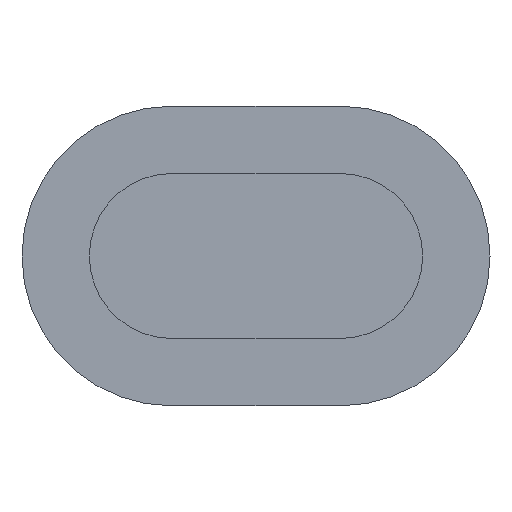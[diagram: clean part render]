
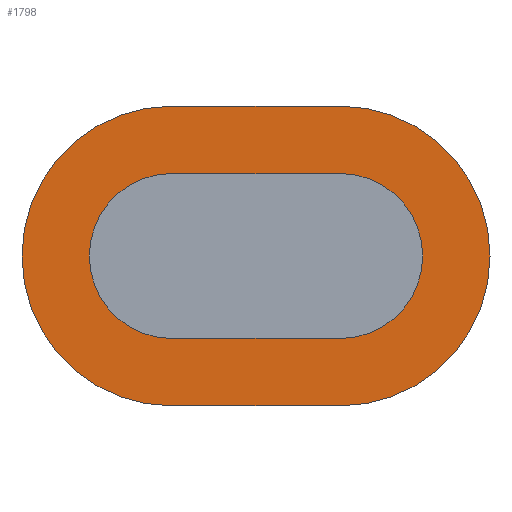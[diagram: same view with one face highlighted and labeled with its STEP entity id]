
A CAD part, front view. The second image highlights one B-rep face of the part: STEP entity #1798.
In plain terms, the highlighted planar face has unit normal (0, -1, 0).
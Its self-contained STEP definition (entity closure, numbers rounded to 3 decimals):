
#21 = EDGE_LOOP ( 'NONE', ( #738, #4268, #2574, #1918 ) ) ;
#28 = CARTESIAN_POINT ( 'NONE',  ( 0., -1.2, -2.45 ) ) ;
#39 = AXIS2_PLACEMENT_3D ( 'NONE', #4357, #1931, #3321 ) ;
#78 = VERTEX_POINT ( 'NONE', #1021 ) ;
#130 = AXIS2_PLACEMENT_3D ( 'NONE', #4142, #3780, #1292 ) ;
#155 = ORIENTED_EDGE ( 'NONE', *, *, #298, .T. ) ;
#207 = EDGE_CURVE ( 'NONE', #3258, #4003, #1072, .T. ) ;
#283 = DIRECTION ( 'NONE',  ( 1., 0., 0. ) ) ;
#298 = EDGE_CURVE ( 'NONE', #4112, #2307, #709, .T. ) ;
#488 = AXIS2_PLACEMENT_3D ( 'NONE', #3430, #3801, #4468 ) ;
#542 = ORIENTED_EDGE ( 'NONE', *, *, #1233, .T. ) ;
#568 = VECTOR ( 'NONE', #283, 1000. ) ;
#573 = DIRECTION ( 'NONE',  ( -1., 0., 0. ) ) ;
#660 = EDGE_CURVE ( 'NONE', #2307, #4353, #4552, .T. ) ;
#709 = CIRCLE ( 'NONE', #488, 2.45 ) ;
#738 = ORIENTED_EDGE ( 'NONE', *, *, #3094, .T. ) ;
#891 = LINE ( 'NONE', #3772, #1232 ) ;
#959 = VERTEX_POINT ( 'NONE', #2564 ) ;
#978 = CARTESIAN_POINT ( 'NONE',  ( 0., -1.2, 2.45 ) ) ;
#1021 = CARTESIAN_POINT ( 'NONE',  ( 2.5, -1.2, -4.45 ) ) ;
#1026 = LINE ( 'NONE', #28, #3849 ) ;
#1049 = DIRECTION ( 'NONE',  ( -1., 0., 0. ) ) ;
#1056 = CARTESIAN_POINT ( 'NONE',  ( -2.5, -1.2, -4.45 ) ) ;
#1072 = CIRCLE ( 'NONE', #39, 4.45 ) ;
#1170 = DIRECTION ( 'NONE',  ( 0., -1., 0. ) ) ;
#1178 = EDGE_CURVE ( 'NONE', #959, #3258, #891, .T. ) ;
#1202 = EDGE_CURVE ( 'NONE', #3122, #4112, #1026, .T. ) ;
#1215 = DIRECTION ( 'NONE',  ( 0., 0., 1. ) ) ;
#1232 = VECTOR ( 'NONE', #573, 1000. ) ;
#1233 = EDGE_CURVE ( 'NONE', #4353, #3122, #3028, .T. ) ;
#1292 = DIRECTION ( 'NONE',  ( 0., 0., 1. ) ) ;
#1350 = ORIENTED_EDGE ( 'NONE', *, *, #660, .T. ) ;
#1447 = DIRECTION ( 'NONE',  ( 0., 0., 1. ) ) ;
#1615 = AXIS2_PLACEMENT_3D ( 'NONE', #3001, #1170, #1215 ) ;
#1625 = FACE_OUTER_BOUND ( 'NONE', #21, .T. ) ;
#1798 = ADVANCED_FACE ( 'NONE', ( #4033, #1625 ), #3752, .F. ) ;
#1839 = EDGE_CURVE ( 'NONE', #4003, #78, #4188, .T. ) ;
#1918 = ORIENTED_EDGE ( 'NONE', *, *, #1839, .T. ) ;
#1931 = DIRECTION ( 'NONE',  ( 0., -1., 0. ) ) ;
#2031 = CARTESIAN_POINT ( 'NONE',  ( 2.5, -1.2, 2.45 ) ) ;
#2307 = VERTEX_POINT ( 'NONE', #3098 ) ;
#2459 = DIRECTION ( 'NONE',  ( 0., 1., 0. ) ) ;
#2564 = CARTESIAN_POINT ( 'NONE',  ( 2.5, -1.2, 4.45 ) ) ;
#2574 = ORIENTED_EDGE ( 'NONE', *, *, #207, .T. ) ;
#2740 = EDGE_LOOP ( 'NONE', ( #4280, #155, #1350, #542 ) ) ;
#3001 = CARTESIAN_POINT ( 'NONE',  ( 2.5, -1.2, 0. ) ) ;
#3028 = CIRCLE ( 'NONE', #3771, 2.45 ) ;
#3094 = EDGE_CURVE ( 'NONE', #78, #959, #3271, .T. ) ;
#3098 = CARTESIAN_POINT ( 'NONE',  ( -2.5, -1.2, 2.45 ) ) ;
#3122 = VERTEX_POINT ( 'NONE', #4431 ) ;
#3258 = VERTEX_POINT ( 'NONE', #3395 ) ;
#3271 = CIRCLE ( 'NONE', #1615, 4.45 ) ;
#3321 = DIRECTION ( 'NONE',  ( 0., 0., 1. ) ) ;
#3336 = VECTOR ( 'NONE', #3842, 1000. ) ;
#3395 = CARTESIAN_POINT ( 'NONE',  ( -2.5, -1.2, 4.45 ) ) ;
#3430 = CARTESIAN_POINT ( 'NONE',  ( -2.5, -1.2, 0. ) ) ;
#3445 = CARTESIAN_POINT ( 'NONE',  ( -2.5, -1.2, -2.45 ) ) ;
#3752 = PLANE ( 'NONE',  #130 ) ;
#3771 = AXIS2_PLACEMENT_3D ( 'NONE', #4318, #2459, #1447 ) ;
#3772 = CARTESIAN_POINT ( 'NONE',  ( -2.5, -1.2, 4.45 ) ) ;
#3780 = DIRECTION ( 'NONE',  ( 0., 1., 0. ) ) ;
#3801 = DIRECTION ( 'NONE',  ( 0., 1., 0. ) ) ;
#3842 = DIRECTION ( 'NONE',  ( 1., 0., 0. ) ) ;
#3849 = VECTOR ( 'NONE', #1049, 1000. ) ;
#4003 = VERTEX_POINT ( 'NONE', #1056 ) ;
#4033 = FACE_BOUND ( 'NONE', #2740, .T. ) ;
#4112 = VERTEX_POINT ( 'NONE', #3445 ) ;
#4142 = CARTESIAN_POINT ( 'NONE',  ( 0., -1.2, 0. ) ) ;
#4188 = LINE ( 'NONE', #4540, #568 ) ;
#4268 = ORIENTED_EDGE ( 'NONE', *, *, #1178, .T. ) ;
#4280 = ORIENTED_EDGE ( 'NONE', *, *, #1202, .T. ) ;
#4318 = CARTESIAN_POINT ( 'NONE',  ( 2.5, -1.2, 0. ) ) ;
#4353 = VERTEX_POINT ( 'NONE', #2031 ) ;
#4357 = CARTESIAN_POINT ( 'NONE',  ( -2.5, -1.2, 0. ) ) ;
#4431 = CARTESIAN_POINT ( 'NONE',  ( 2.5, -1.2, -2.45 ) ) ;
#4468 = DIRECTION ( 'NONE',  ( 0., 0., 1. ) ) ;
#4540 = CARTESIAN_POINT ( 'NONE',  ( 2.5, -1.2, -4.45 ) ) ;
#4552 = LINE ( 'NONE', #978, #3336 ) ;
